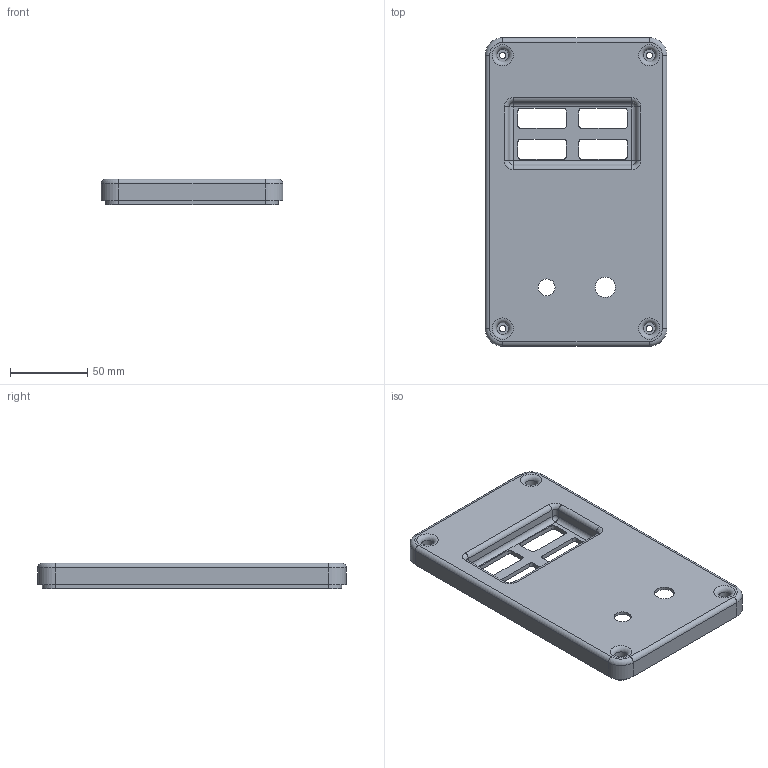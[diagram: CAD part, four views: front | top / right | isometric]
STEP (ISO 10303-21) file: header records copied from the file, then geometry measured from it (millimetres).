
FILE_DESCRIPTION(/* description */ (''),/* implementation_level */ '2;1');
FILE_NAME(/* name */ 'case-back-v2.stp',/* time_stamp */ '2024-08-26T12:20:12-05:00',/* author */ ('Stefano'),/* organization */ (''),/* preprocessor_version */ 'ST-DEVELOPER v19.2',/* originating_system */ 'Autodesk Inventor 2024',/* authorisation */ '');
FILE_SCHEMA (('AUTOMOTIVE_DESIGN { 1 0 10303 214 3 1 1 }'));
Length unit declared in the file: inch
Products named in the file (1): case-back-v2
Bounding box: 117.8 x 199.8 x 16.72 mm (x, y, z)
Volume: 107116 mm3; surface area: 66280.3 mm2
Topology: 1 solids, 1 shells, 174 faces, 426 edges, 264 vertices
Faces by surface type: cylinder 78, plane 60, torus 20, bspline 8, sphere 8
Full cylindrical faces by diameter (mm): 4 x4, 7.8 x4, 11 x1, 13 x1
Entity records: 5299 total; most frequent: CARTESIAN_POINT 977, DIRECTION 964, ORIENTED_EDGE 852, EDGE_CURVE 426, AXIS2_PLACEMENT_3D 371, VERTEX_POINT 264, LINE 222, VECTOR 222
